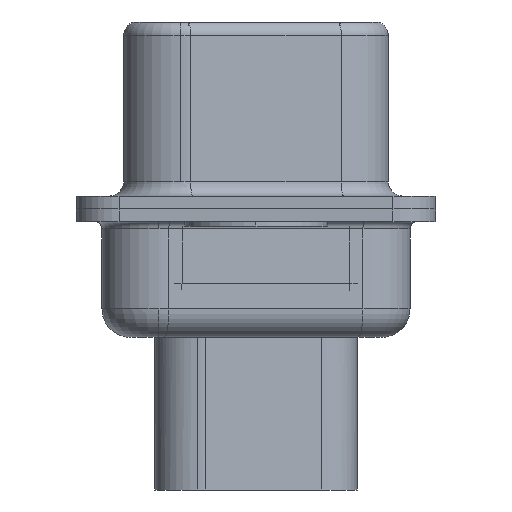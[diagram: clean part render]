
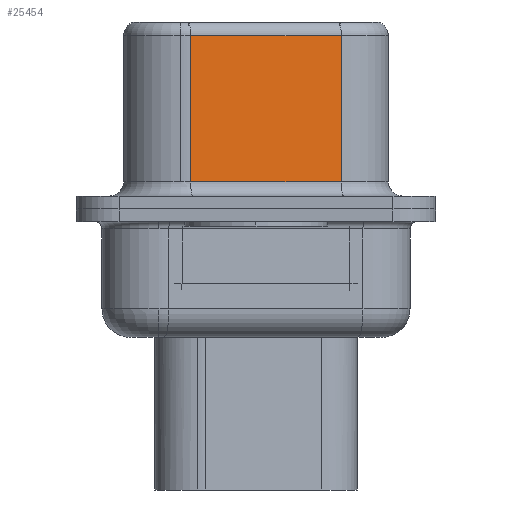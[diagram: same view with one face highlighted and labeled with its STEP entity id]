
A CAD part, left-side view. The second image highlights one B-rep face of the part: STEP entity #25454.
In plain terms, the highlighted planar face has unit normal (-0.985, -0.174, 0).
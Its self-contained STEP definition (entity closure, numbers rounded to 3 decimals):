
#1388 = VERTEX_POINT ( 'NONE', #15387 ) ;
#2039 = VERTEX_POINT ( 'NONE', #8725 ) ;
#2320 = VECTOR ( 'NONE', #4052, 1000. ) ;
#3783 = CARTESIAN_POINT ( 'NONE',  ( 4.551, -2.987, 0.95 ) ) ;
#4052 = DIRECTION ( 'NONE',  ( 0.174, -0.985, 0. ) ) ;
#4356 = EDGE_CURVE ( 'NONE', #15740, #1388, #23983, .T. ) ;
#5459 = DIRECTION ( 'NONE',  ( 0., 0., -1. ) ) ;
#5914 = LINE ( 'NONE', #3783, #2320 ) ;
#6618 = ORIENTED_EDGE ( 'NONE', *, *, #22395, .T. ) ;
#8128 = LINE ( 'NONE', #16448, #17043 ) ;
#8725 = CARTESIAN_POINT ( 'NONE',  ( 3.62, 2.293, 0.95 ) ) ;
#8771 = CARTESIAN_POINT ( 'NONE',  ( 4.551, -2.987, 6.07 ) ) ;
#9453 = VECTOR ( 'NONE', #22038, 1000. ) ;
#11461 = PLANE ( 'NONE',  #17992 ) ;
#11992 = LINE ( 'NONE', #14230, #9453 ) ;
#12300 = CARTESIAN_POINT ( 'NONE',  ( 3.62, 2.293, 6.07 ) ) ;
#12893 = ORIENTED_EDGE ( 'NONE', *, *, #18130, .T. ) ;
#13175 = DIRECTION ( 'NONE',  ( 0.985, 0.174, 0. ) ) ;
#13302 = FACE_OUTER_BOUND ( 'NONE', #17139, .T. ) ;
#13569 = ORIENTED_EDGE ( 'NONE', *, *, #15085, .T. ) ;
#13831 = VECTOR ( 'NONE', #5459, 1000. ) ;
#14230 = CARTESIAN_POINT ( 'NONE',  ( 3.62, 2.293, 6.57 ) ) ;
#15085 = EDGE_CURVE ( 'NONE', #2039, #1388, #5914, .T. ) ;
#15387 = CARTESIAN_POINT ( 'NONE',  ( 4.551, -2.987, 0.95 ) ) ;
#15740 = VERTEX_POINT ( 'NONE', #8771 ) ;
#16448 = CARTESIAN_POINT ( 'NONE',  ( 4.551, -2.987, 6.07 ) ) ;
#17043 = VECTOR ( 'NONE', #24651, 1000. ) ;
#17139 = EDGE_LOOP ( 'NONE', ( #23215, #6618, #12893, #13569 ) ) ;
#17992 = AXIS2_PLACEMENT_3D ( 'NONE', #23226, #13175, #21370 ) ;
#18130 = EDGE_CURVE ( 'NONE', #22024, #2039, #11992, .T. ) ;
#21370 = DIRECTION ( 'NONE',  ( -0.174, 0.985, 0. ) ) ;
#22024 = VERTEX_POINT ( 'NONE', #12300 ) ;
#22038 = DIRECTION ( 'NONE',  ( 0., 0., -1. ) ) ;
#22395 = EDGE_CURVE ( 'NONE', #15740, #22024, #8128, .T. ) ;
#23215 = ORIENTED_EDGE ( 'NONE', *, *, #4356, .F. ) ;
#23226 = CARTESIAN_POINT ( 'NONE',  ( 4.551, -2.987, 6.57 ) ) ;
#23715 = CARTESIAN_POINT ( 'NONE',  ( 4.551, -2.987, 6.57 ) ) ;
#23983 = LINE ( 'NONE', #23715, #13831 ) ;
#24651 = DIRECTION ( 'NONE',  ( -0.174, 0.985, 0. ) ) ;
#25454 = ADVANCED_FACE ( 'NONE', ( #13302 ), #11461, .F. ) ;
